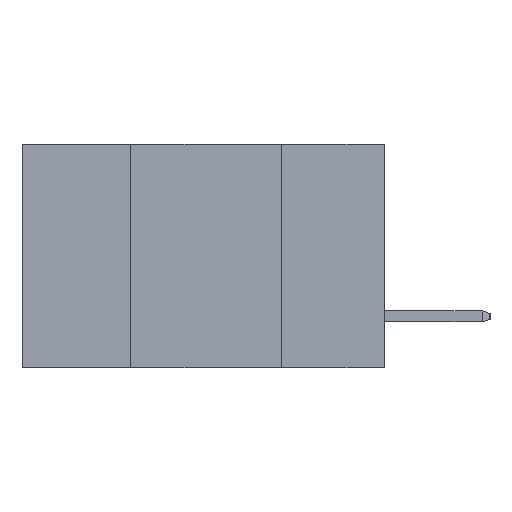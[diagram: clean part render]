
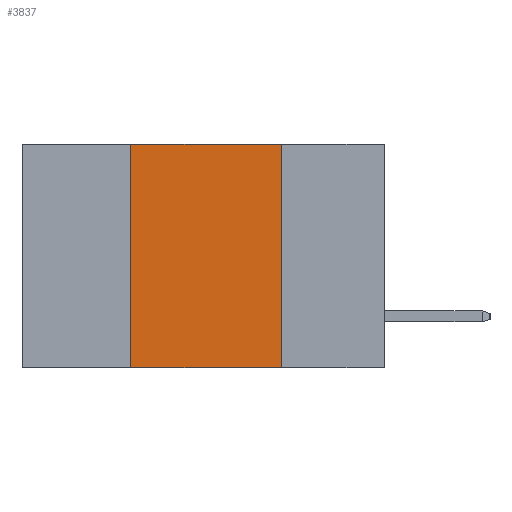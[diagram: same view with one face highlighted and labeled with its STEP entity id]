
A CAD part, left-side view. The second image highlights one B-rep face of the part: STEP entity #3837.
In plain terms, the highlighted planar face has unit normal (-1, 0, 0).
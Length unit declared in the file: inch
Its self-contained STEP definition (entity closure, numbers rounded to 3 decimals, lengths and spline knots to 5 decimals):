
#1078 = VECTOR ( 'NONE', #9003, 39.37008 ) ;
#1453 = AXIS2_PLACEMENT_3D ( 'NONE', #21709, #12651, #12213 ) ;
#1636 = LINE ( 'NONE', #23189, #1078 ) ;
#2478 = CARTESIAN_POINT ( 'NONE',  ( 0., 0.17, -0.37 ) ) ;
#2647 = CARTESIAN_POINT ( 'NONE',  ( 0., 0.42, 0. ) ) ;
#2752 = EDGE_CURVE ( 'NONE', #15777, #12179, #11350, .T. ) ;
#3015 = ORIENTED_EDGE ( 'NONE', *, *, #14479, .F. ) ;
#3589 = CARTESIAN_POINT ( 'NONE',  ( 0., 0.42, 0. ) ) ;
#3617 = ORIENTED_EDGE ( 'NONE', *, *, #14015, .F. ) ;
#3837 = ADVANCED_FACE ( 'NONE', ( #16342 ), #4255, .F. ) ;
#4255 = PLANE ( 'NONE',  #1453 ) ;
#5147 = CARTESIAN_POINT ( 'NONE',  ( 0., 0.17, 0. ) ) ;
#5281 = EDGE_LOOP ( 'NONE', ( #3617, #12699, #3015, #21668 ) ) ;
#6593 = VECTOR ( 'NONE', #15313, 39.37008 ) ;
#7013 = DIRECTION ( 'NONE',  ( 0., 0., -1. ) ) ;
#7026 = LINE ( 'NONE', #5147, #15966 ) ;
#9003 = DIRECTION ( 'NONE',  ( 0., -1., 0. ) ) ;
#9990 = DIRECTION ( 'NONE',  ( 0., 0., 1. ) ) ;
#11065 = CARTESIAN_POINT ( 'NONE',  ( 0., 0.6, -0.37 ) ) ;
#11350 = LINE ( 'NONE', #11065, #6593 ) ;
#12179 = VERTEX_POINT ( 'NONE', #2478 ) ;
#12213 = DIRECTION ( 'NONE',  ( 0., 0., -1. ) ) ;
#12651 = DIRECTION ( 'NONE',  ( 1., 0., 0. ) ) ;
#12699 = ORIENTED_EDGE ( 'NONE', *, *, #22596, .F. ) ;
#14015 = EDGE_CURVE ( 'NONE', #18244, #12179, #7026, .T. ) ;
#14479 = EDGE_CURVE ( 'NONE', #15777, #17418, #23250, .T. ) ;
#14859 = VECTOR ( 'NONE', #9990, 39.37008 ) ;
#15313 = DIRECTION ( 'NONE',  ( 0., -1., 0. ) ) ;
#15777 = VERTEX_POINT ( 'NONE', #18875 ) ;
#15966 = VECTOR ( 'NONE', #7013, 39.37008 ) ;
#16342 = FACE_OUTER_BOUND ( 'NONE', #5281, .T. ) ;
#17418 = VERTEX_POINT ( 'NONE', #3589 ) ;
#18244 = VERTEX_POINT ( 'NONE', #18310 ) ;
#18310 = CARTESIAN_POINT ( 'NONE',  ( 0., 0.17, 0. ) ) ;
#18875 = CARTESIAN_POINT ( 'NONE',  ( 0., 0.42, -0.37 ) ) ;
#21668 = ORIENTED_EDGE ( 'NONE', *, *, #2752, .T. ) ;
#21709 = CARTESIAN_POINT ( 'NONE',  ( 0., 0.6, 0. ) ) ;
#22596 = EDGE_CURVE ( 'NONE', #17418, #18244, #1636, .T. ) ;
#23189 = CARTESIAN_POINT ( 'NONE',  ( 0., 0.6, 0. ) ) ;
#23250 = LINE ( 'NONE', #2647, #14859 ) ;
